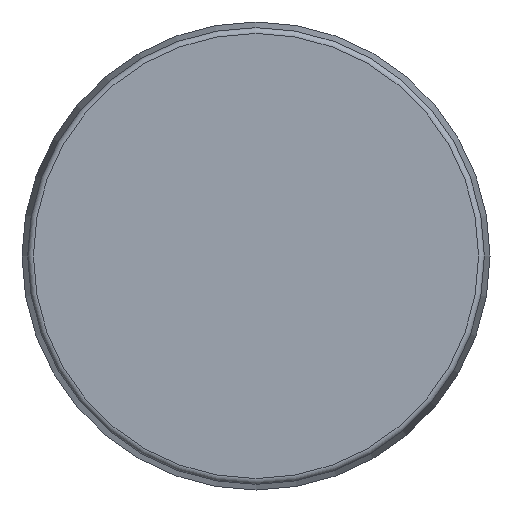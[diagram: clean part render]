
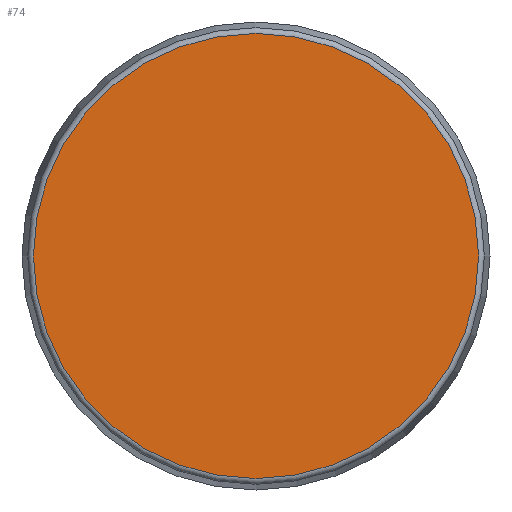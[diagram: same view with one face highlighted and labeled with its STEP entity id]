
A CAD part, front view. The second image highlights one B-rep face of the part: STEP entity #74.
In plain terms, the highlighted planar face has unit normal (0, -1, 0).
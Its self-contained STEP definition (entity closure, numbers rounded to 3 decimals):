
#74 = ADVANCED_FACE( '', ( #175 ), #176, .F. );
#175 = FACE_OUTER_BOUND( '', #310, .T. );
#176 = PLANE( '', #311 );
#310 = EDGE_LOOP( '', ( #508 ) );
#311 = AXIS2_PLACEMENT_3D( '', #509, #510, #511 );
#508 = ORIENTED_EDGE( '', *, *, #743, .T. );
#509 = CARTESIAN_POINT( '', ( 38.044, 0., 0. ) );
#510 = DIRECTION( '', ( 0., 1., 0. ) );
#511 = DIRECTION( '', ( 0., 0., 1. ) );
#743 = EDGE_CURVE( '', #865, #865, #866, .T. );
#865 = VERTEX_POINT( '', #1147 );
#866 = CIRCLE( '', #1148, 38.044 );
#1147 = CARTESIAN_POINT( '', ( 0., 0., -38.044 ) );
#1148 = AXIS2_PLACEMENT_3D( '', #1301, #1302, #1303 );
#1301 = CARTESIAN_POINT( '', ( 0., 0., 0. ) );
#1302 = DIRECTION( '', ( 0., -1., 0. ) );
#1303 = DIRECTION( '', ( 0., 0., -1. ) );
